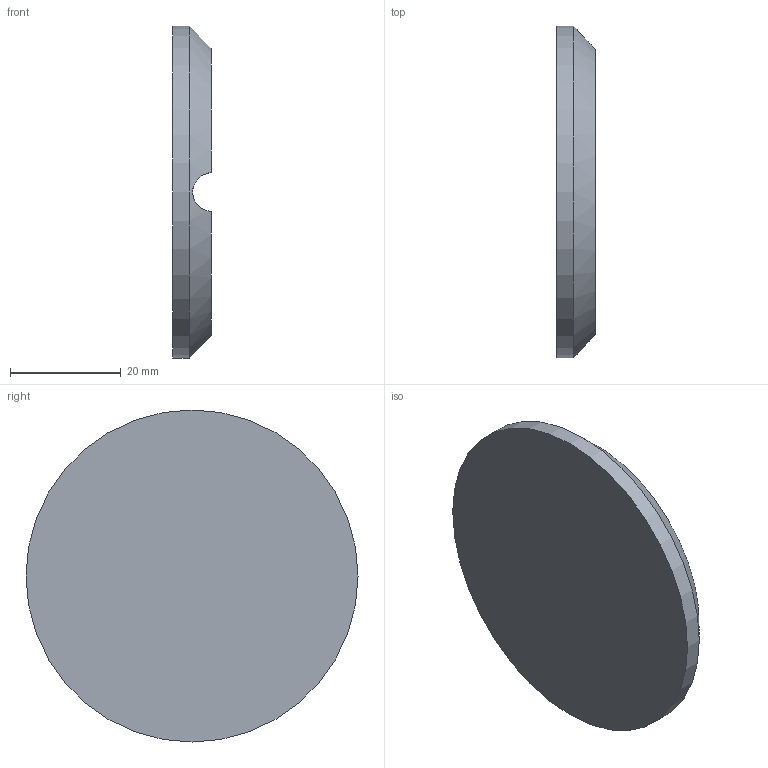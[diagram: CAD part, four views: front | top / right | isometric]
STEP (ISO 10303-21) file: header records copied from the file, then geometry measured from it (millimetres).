
FILE_DESCRIPTION(/* description */ (''),/* implementation_level */ '2;1');
FILE_NAME(/* name */ '9e6db0ba-8cb9-4d2e-89af-519277ef8506.stp',/* time_stamp */ '2019-03-12T20:00:58+01:00',/* author */ (''),/* organization */ (''),/* preprocessor_version */ 'ST-DEVELOPER v17.2',/* originating_system */ 'Autodesk Translation Framework v7.6.0.251',/* authorisation */ '');
FILE_SCHEMA (('AUTOMOTIVE_DESIGN { 1 0 10303 214 3 1 1 }'));
Length unit declared in the file: millimetre
Products named in the file (1): EarCap
Bounding box: 7 x 60 x 60 mm (x, y, z)
Volume: 17348.6 mm3; surface area: 6699.1 mm2
Topology: 1 solids, 1 shells, 6 faces, 13 edges, 9 vertices
Faces by surface type: plane 3, cylinder 2, cone 1
Full cylindrical faces by diameter (mm): 60 x1
Entity records: 248 total; most frequent: CARTESIAN_POINT 72, DIRECTION 30, ORIENTED_EDGE 26, EDGE_CURVE 13, AXIS2_PLACEMENT_3D 13, VERTEX_POINT 9, CIRCLE 6, FACE_OUTER_BOUND 6
